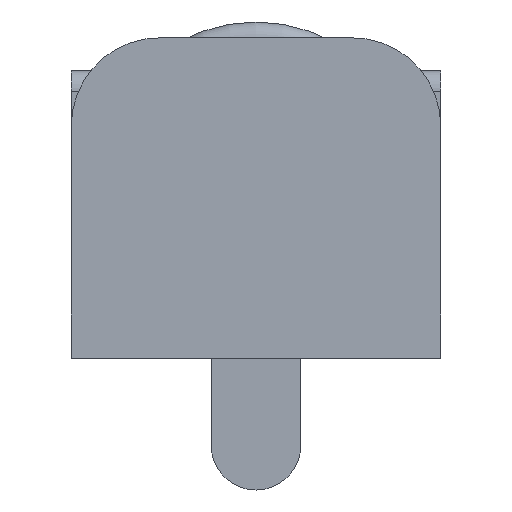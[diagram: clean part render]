
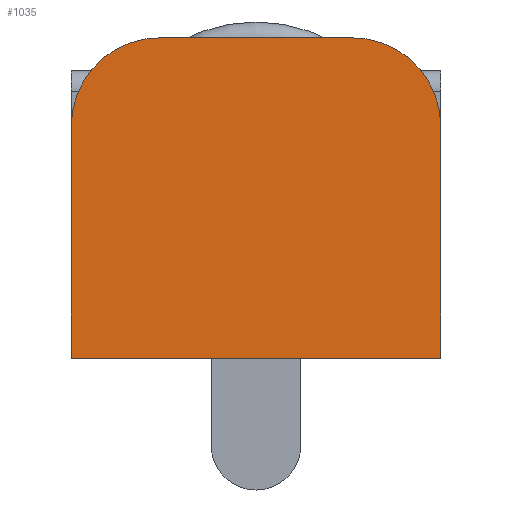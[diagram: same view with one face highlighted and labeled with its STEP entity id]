
A CAD part, left-side view. The second image highlights one B-rep face of the part: STEP entity #1035.
In plain terms, the highlighted planar face has unit normal (-1, 0, 0).
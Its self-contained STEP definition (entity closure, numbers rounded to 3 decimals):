
#48=FACE_OUTER_BOUND('',#105,.T.);
#105=EDGE_LOOP('',(#725,#726,#727,#728,#729,#730));
#156=CIRCLE('',#1110,5.);
#158=CIRCLE('',#1114,5.);
#210=LINE('',#1555,#327);
#213=LINE('',#1561,#330);
#214=LINE('',#1563,#331);
#215=LINE('',#1565,#332);
#327=VECTOR('',#1248,10.);
#330=VECTOR('',#1253,10.);
#331=VECTOR('',#1254,10.);
#332=VECTOR('',#1255,10.);
#438=VERTEX_POINT('',#1545);
#439=VERTEX_POINT('',#1546);
#442=VERTEX_POINT('',#1554);
#444=VERTEX_POINT('',#1560);
#445=VERTEX_POINT('',#1562);
#446=VERTEX_POINT('',#1564);
#548=EDGE_CURVE('',#438,#439,#156,.T.);
#552=EDGE_CURVE('',#439,#442,#210,.T.);
#555=EDGE_CURVE('',#444,#438,#213,.T.);
#556=EDGE_CURVE('',#444,#445,#214,.T.);
#557=EDGE_CURVE('',#445,#446,#215,.T.);
#558=EDGE_CURVE('',#442,#446,#158,.T.);
#725=ORIENTED_EDGE('',*,*,#548,.F.);
#726=ORIENTED_EDGE('',*,*,#555,.F.);
#727=ORIENTED_EDGE('',*,*,#556,.T.);
#728=ORIENTED_EDGE('',*,*,#557,.T.);
#729=ORIENTED_EDGE('',*,*,#558,.F.);
#730=ORIENTED_EDGE('',*,*,#552,.F.);
#992=PLANE('',#1113);
#1035=ADVANCED_FACE('',(#48),#992,.T.);
#1110=AXIS2_PLACEMENT_3D('',#1547,#1240,#1241);
#1113=AXIS2_PLACEMENT_3D('',#1559,#1251,#1252);
#1114=AXIS2_PLACEMENT_3D('',#1566,#1256,#1257);
#1240=DIRECTION('center_axis',(1.,0.,0.));
#1241=DIRECTION('ref_axis',(0.,0.707,0.707));
#1248=DIRECTION('',(0.,-1.,0.));
#1251=DIRECTION('center_axis',(-1.,0.,0.));
#1252=DIRECTION('ref_axis',(0.,-1.,0.));
#1253=DIRECTION('',(0.,0.,1.));
#1254=DIRECTION('',(0.,-1.,0.));
#1255=DIRECTION('',(0.,0.,1.));
#1256=DIRECTION('center_axis',(1.,0.,0.));
#1257=DIRECTION('ref_axis',(0.,-0.707,0.707));
#1545=CARTESIAN_POINT('',(-37.75,10.5,13.2));
#1546=CARTESIAN_POINT('',(-37.75,5.5,18.2));
#1547=CARTESIAN_POINT('Origin',(-37.75,5.5,13.2));
#1554=CARTESIAN_POINT('',(-37.75,-5.5,18.2));
#1555=CARTESIAN_POINT('',(-37.75,10.5,18.2));
#1559=CARTESIAN_POINT('Origin',(-37.75,10.5,0.));
#1560=CARTESIAN_POINT('',(-37.75,10.5,0.));
#1561=CARTESIAN_POINT('',(-37.75,10.5,0.));
#1562=CARTESIAN_POINT('',(-37.75,-10.5,0.));
#1563=CARTESIAN_POINT('',(-37.75,10.5,0.));
#1564=CARTESIAN_POINT('',(-37.75,-10.5,13.2));
#1565=CARTESIAN_POINT('',(-37.75,-10.5,0.));
#1566=CARTESIAN_POINT('Origin',(-37.75,-5.5,13.2));
